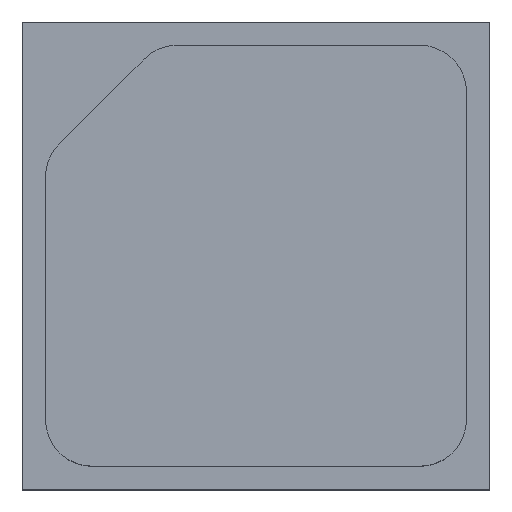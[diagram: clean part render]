
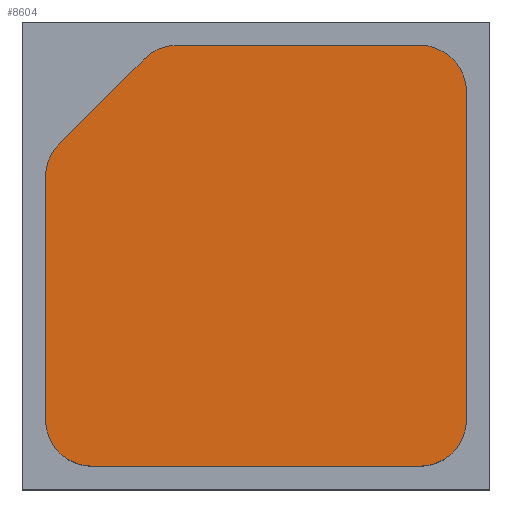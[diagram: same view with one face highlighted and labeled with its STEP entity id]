
A CAD part, top view. The second image highlights one B-rep face of the part: STEP entity #8604.
In plain terms, the highlighted face is planar.
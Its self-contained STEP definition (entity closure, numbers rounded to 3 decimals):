
#8314=CARTESIAN_POINT('',(0.875,0.3,0.875));
#8315=DIRECTION('',(0.,1.,0.));
#8316=DIRECTION('',(0.,0.,1.));
#8317=AXIS2_PLACEMENT_3D('',#8314,#8315,#8316);
#8322=DIRECTION('',(1.,0.,0.));
#8323=VECTOR('',#8322,1.75);
#8324=CARTESIAN_POINT('',(-0.875,0.3,1.125));
#8325=LINE('',#8324,#8323);
#8329=CARTESIAN_POINT('',(-0.875,0.3,0.875));
#8330=DIRECTION('',(0.,1.,0.));
#8331=DIRECTION('',(-1.,0.,0.));
#8332=AXIS2_PLACEMENT_3D('',#8329,#8330,#8331);
#8337=DIRECTION('',(0.,0.,1.));
#8338=VECTOR('',#8337,1.296);
#8339=CARTESIAN_POINT('',(-1.125,0.3,-0.421));
#8340=LINE('',#8339,#8338);
#8344=CARTESIAN_POINT('',(-0.875,0.3,-0.421));
#8345=DIRECTION('',(0.,1.,0.));
#8346=DIRECTION('',(-0.707,0.,-0.707));
#8347=AXIS2_PLACEMENT_3D('',#8344,#8345,#8346);
#8352=DIRECTION('',(-0.707,0.,0.707));
#8353=VECTOR('',#8352,0.641);
#8354=CARTESIAN_POINT('',(-0.598,0.3,-1.052));
#8355=LINE('',#8354,#8353);
#8359=CARTESIAN_POINT('',(-0.421,0.3,-0.875));
#8360=DIRECTION('',(0.,1.,0.));
#8361=DIRECTION('',(0.,0.,-1.));
#8362=AXIS2_PLACEMENT_3D('',#8359,#8360,#8361);
#8367=DIRECTION('',(-1.,0.,0.));
#8368=VECTOR('',#8367,1.296);
#8369=CARTESIAN_POINT('',(0.875,0.3,-1.125));
#8370=LINE('',#8369,#8368);
#8374=CARTESIAN_POINT('',(0.875,0.3,-0.875));
#8375=DIRECTION('',(0.,1.,0.));
#8376=DIRECTION('',(1.,0.,0.));
#8377=AXIS2_PLACEMENT_3D('',#8374,#8375,#8376);
#8382=DIRECTION('',(0.,0.,-1.));
#8383=VECTOR('',#8382,1.75);
#8384=CARTESIAN_POINT('',(1.125,0.3,0.875));
#8385=LINE('',#8384,#8383);
#8421=CARTESIAN_POINT('',(0.875,0.3,1.125));
#8422=VERTEX_POINT('',#8421);
#8423=CARTESIAN_POINT('',(1.125,0.3,0.875));
#8424=VERTEX_POINT('',#8423);
#8429=CARTESIAN_POINT('',(-1.125,0.3,0.875));
#8430=VERTEX_POINT('',#8429);
#8431=CARTESIAN_POINT('',(-0.875,0.3,1.125));
#8432=VERTEX_POINT('',#8431);
#8437=CARTESIAN_POINT('',(-1.052,0.3,-0.598));
#8438=VERTEX_POINT('',#8437);
#8439=CARTESIAN_POINT('',(-1.125,0.3,-0.421));
#8440=VERTEX_POINT('',#8439);
#8441=CARTESIAN_POINT('',(-0.421,0.3,-1.125));
#8442=CARTESIAN_POINT('',(-0.598,0.3,-1.052));
#8443=VERTEX_POINT('',#8441);
#8444=VERTEX_POINT('',#8442);
#8451=CARTESIAN_POINT('',(1.125,0.3,-0.875));
#8452=VERTEX_POINT('',#8451);
#8455=CARTESIAN_POINT('',(0.875,0.3,-1.125));
#8456=VERTEX_POINT('',#8455);
#8584=CARTESIAN_POINT('',(0.,0.3,0.));
#8585=DIRECTION('',(0.,1.,0.));
#8586=DIRECTION('',(1.,0.,0.));
#8587=AXIS2_PLACEMENT_3D('',#8584,#8585,#8586);
#8588=PLANE('',#8587);
#8589=ORIENTED_EDGE('',*,*,#8493,.F.);
#8590=ORIENTED_EDGE('',*,*,#8509,.F.);
#8591=ORIENTED_EDGE('',*,*,#8522,.F.);
#8592=ORIENTED_EDGE('',*,*,#8537,.F.);
#8593=ORIENTED_EDGE('',*,*,#8550,.F.);
#8594=ORIENTED_EDGE('',*,*,#8565,.F.);
#8595=ORIENTED_EDGE('',*,*,#8575,.F.);
#8597=ORIENTED_EDGE('',*,*,#8596,.F.);
#8599=ORIENTED_EDGE('',*,*,#8598,.F.);
#8601=ORIENTED_EDGE('',*,*,#8600,.F.);
#8602=EDGE_LOOP('',(#8589,#8590,#8591,#8592,#8593,#8594,#8595,#8597,#8599,
#8601));
#8603=FACE_OUTER_BOUND('',#8602,.F.);
#8318=CIRCLE('',#8317,0.25);
#8333=CIRCLE('',#8332,0.25);
#8348=CIRCLE('',#8347,0.25);
#8363=CIRCLE('',#8362,0.25);
#8378=CIRCLE('',#8377,0.25);
#8493=EDGE_CURVE('',#8422,#8424,#8318,.T.);
#8509=EDGE_CURVE('',#8432,#8422,#8325,.T.);
#8522=EDGE_CURVE('',#8430,#8432,#8333,.T.);
#8537=EDGE_CURVE('',#8440,#8430,#8340,.T.);
#8550=EDGE_CURVE('',#8438,#8440,#8348,.T.);
#8565=EDGE_CURVE('',#8444,#8438,#8355,.T.);
#8575=EDGE_CURVE('',#8443,#8444,#8363,.T.);
#8596=EDGE_CURVE('',#8456,#8443,#8370,.T.);
#8598=EDGE_CURVE('',#8452,#8456,#8378,.T.);
#8600=EDGE_CURVE('',#8424,#8452,#8385,.T.);
#8604=ADVANCED_FACE('',(#8603),#8588,.T.);
